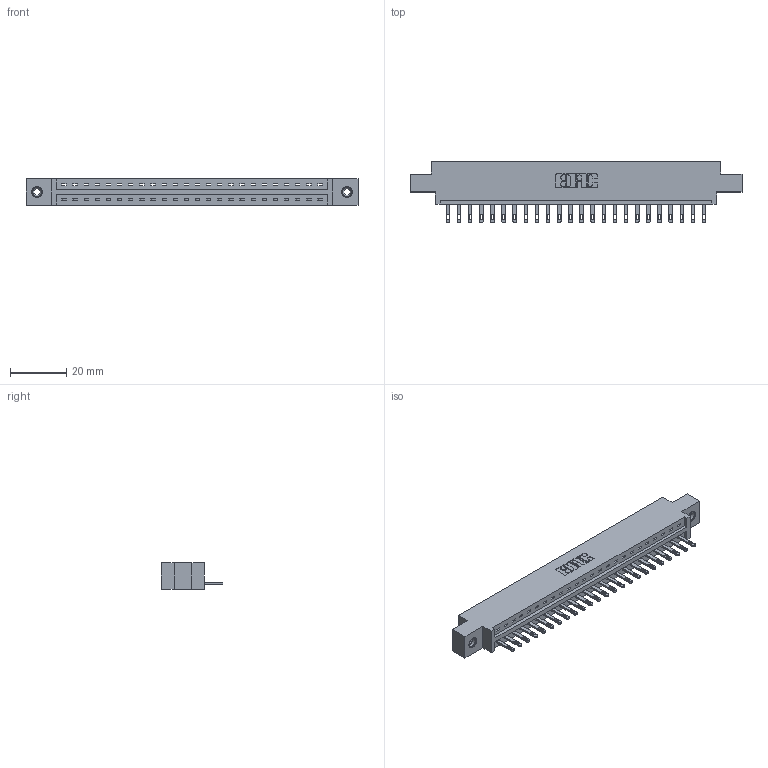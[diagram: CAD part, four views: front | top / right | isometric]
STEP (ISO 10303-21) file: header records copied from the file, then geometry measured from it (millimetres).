
FILE_DESCRIPTION (( 'STEP AP203' ), '1' );
FILE_NAME ('887-024-500-608.STEP', '2020-09-20T19:11:09', ( '' ), ( '' ), 'SwSTEP 2.0', 'SolidWorks 2020', '' );
FILE_SCHEMA (( 'CONFIG_CONTROL_DESIGN' ));
Length unit declared in the file: inch
Products named in the file (4): 887-024-500-608; 345-250-001_345-250-003-102; 837 Part_0.170 Offset - 0.156 Dia-TI; 345-292-001_345-293-100
Assembly tree (27 placements, depth 2):
  887-024-500-608
    837 Part_0.170 Offset - 0.156 Dia-TI
    345-292-001_345-293-100  x24
    345-250-001_345-250-003-102  x2
Bounding box: 118.11 x 21.85 x 9.4 mm (x, y, z)
Volume: 11941.1 mm3; surface area: 12421.7 mm2
Topology: 27 solids, 27 shells, 1570 faces, 4779 edges, 3178 vertices
Faces by surface type: plane 1066, cylinder 488, cone 12, torus 4
Entity records: 21416 total; most frequent: CARTESIAN_POINT 3709, ORIENTED_EDGE 3662, DIRECTION 3193, EDGE_CURVE 1831, VECTOR 1679, LINE 1679, VERTEX_POINT 1216, AXIS2_PLACEMENT_3D 757
